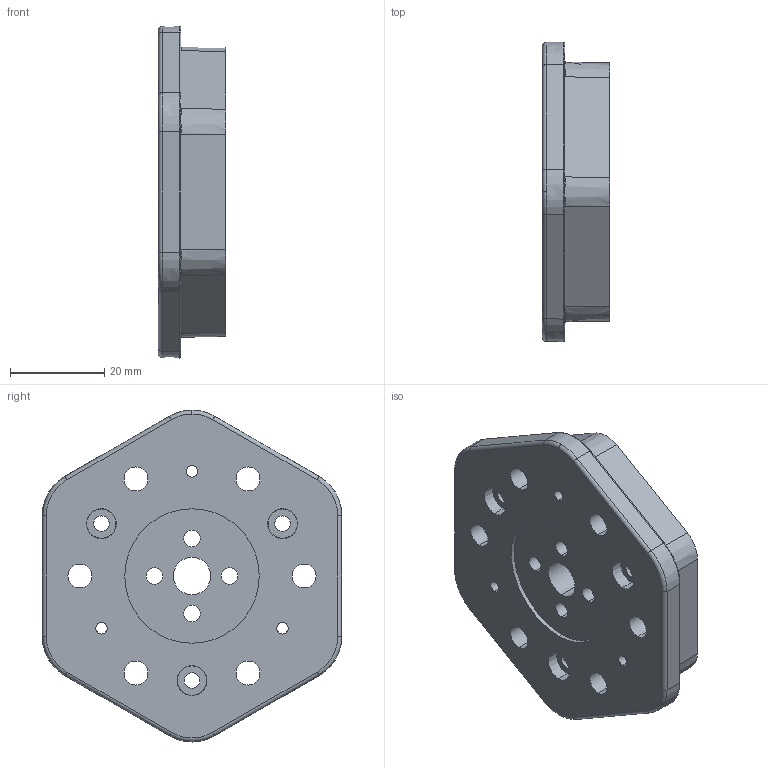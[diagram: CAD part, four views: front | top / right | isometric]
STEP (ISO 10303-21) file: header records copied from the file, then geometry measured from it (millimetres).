
FILE_DESCRIPTION (( 'STEP AP214' ), '1' );
FILE_NAME ('am-2540 4 in mecanum wheel body half.STEP', '2013-12-04T15:07:59', ( '' ), ( '' ), 'SwSTEP 2.0', 'SolidWorks 2010', '' );
FILE_SCHEMA (( 'AUTOMOTIVE_DESIGN' ));
Length unit declared in the file: inch
Products named in the file (1): am-2540 4 in mecanum wheel body half
Bounding box: 14.29 x 63.66 x 70.53 mm (x, y, z)
Volume: 18949.1 mm3; surface area: 18771.3 mm2
Topology: 1 solids, 1 shells, 701 faces, 1635 edges, 939 vertices
Faces by surface type: cylinder 266, torus 156, plane 113, bspline 72, sphere 68, cone 26
Entity records: 21842 total; most frequent: CARTESIAN_POINT 6146, DIRECTION 3494, ORIENTED_EDGE 3222, EDGE_CURVE 1611, AXIS2_PLACEMENT_3D 1499, VERTEX_POINT 927, CIRCLE 869, EDGE_LOOP 750
